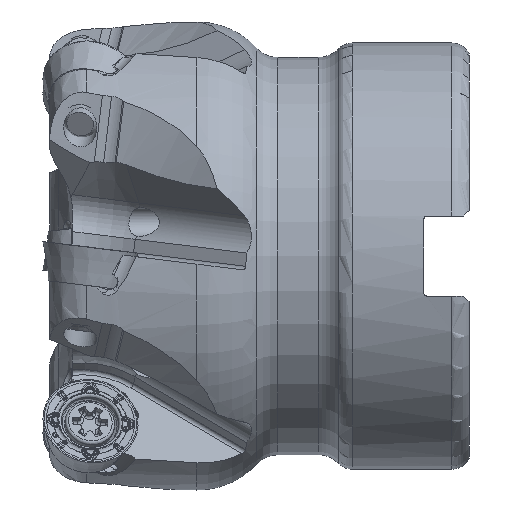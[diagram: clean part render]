
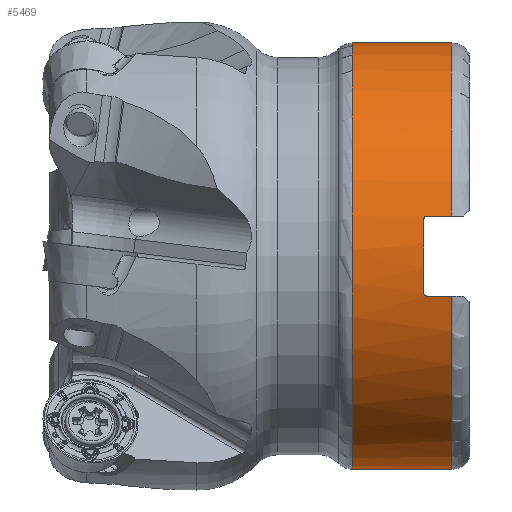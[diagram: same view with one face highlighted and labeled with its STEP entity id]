
A CAD part, front view. The second image highlights one B-rep face of the part: STEP entity #5469.
In plain terms, the highlighted cylindrical face has radius 22.225 mm (diameter 44.45 mm), a full revolution.
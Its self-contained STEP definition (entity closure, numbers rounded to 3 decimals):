
#886=CYLINDRICAL_SURFACE('',#51734,22.225);
#1251=LINE('',#69577,#1979);
#1252=LINE('',#69582,#1980);
#1253=LINE('',#69620,#1981);
#1254=LINE('',#69624,#1982);
#1979=VECTOR('',#56567,1.);
#1980=VECTOR('',#56570,1.);
#1981=VECTOR('',#56573,1.);
#1982=VECTOR('',#56576,1.);
#2919=FACE_BOUND('',#12683,.T.);
#2920=FACE_BOUND('',#12684,.T.);
#5469=ADVANCED_FACE('',(#2919,#2920),#886,.T.);
#12683=EDGE_LOOP('',(#20731));
#12684=EDGE_LOOP('',(#20732,#20733,#20734,#20735,#20736,#20737,#20738,#20739,
#20740,#20741,#20742,#20743));
#16553=B_SPLINE_CURVE_WITH_KNOTS('',3,(#69584,#69585,#69586,#69587,#69588,
#69589,#69590,#69591,#69592,#69593,#69594,#69595,#69596,#69597,#69598,#69599),
 .UNSPECIFIED.,.F.,.F.,(4,3,3,3,3,4),(0.,0.21,0.421,
0.633,0.849,1.),.UNSPECIFIED.);
#16554=B_SPLINE_CURVE_WITH_KNOTS('',3,(#69603,#69604,#69605,#69606,#69607,
#69608,#69609,#69610,#69611,#69612,#69613,#69614,#69615,#69616,#69617,#69618),
 .UNSPECIFIED.,.F.,.F.,(4,3,3,3,3,4),(0.,0.219,0.438,
0.656,0.871,1.),.UNSPECIFIED.);
#16555=B_SPLINE_CURVE_WITH_KNOTS('',3,(#69626,#69627,#69628,#69629,#69630,
#69631,#69632,#69633,#69634,#69635,#69636,#69637,#69638,#69639,#69640,#69641),
 .UNSPECIFIED.,.F.,.F.,(4,3,3,3,3,4),(0.,0.21,0.421,
0.633,0.849,1.),.UNSPECIFIED.);
#16556=B_SPLINE_CURVE_WITH_KNOTS('',3,(#69645,#69646,#69647,#69648,#69649,
#69650,#69651,#69652,#69653,#69654,#69655,#69656,#69657,#69658,#69659,#69660),
 .UNSPECIFIED.,.F.,.F.,(4,3,3,3,3,4),(0.,0.219,0.438,
0.656,0.871,1.),.UNSPECIFIED.);
#20731=ORIENTED_EDGE('',*,*,#41040,.T.);
#20732=ORIENTED_EDGE('',*,*,#41041,.F.);
#20733=ORIENTED_EDGE('',*,*,#41042,.T.);
#20734=ORIENTED_EDGE('',*,*,#41043,.F.);
#20735=ORIENTED_EDGE('',*,*,#41044,.T.);
#20736=ORIENTED_EDGE('',*,*,#41045,.F.);
#20737=ORIENTED_EDGE('',*,*,#41046,.T.);
#20738=ORIENTED_EDGE('',*,*,#41047,.F.);
#20739=ORIENTED_EDGE('',*,*,#41048,.T.);
#20740=ORIENTED_EDGE('',*,*,#41049,.F.);
#20741=ORIENTED_EDGE('',*,*,#41050,.T.);
#20742=ORIENTED_EDGE('',*,*,#41051,.F.);
#20743=ORIENTED_EDGE('',*,*,#41052,.T.);
#36349=VERTEX_POINT('',#69576);
#36350=VERTEX_POINT('',#69578);
#36351=VERTEX_POINT('',#69579);
#36352=VERTEX_POINT('',#69581);
#36353=VERTEX_POINT('',#69583);
#36354=VERTEX_POINT('',#69600);
#36355=VERTEX_POINT('',#69602);
#36356=VERTEX_POINT('',#69619);
#36357=VERTEX_POINT('',#69621);
#36358=VERTEX_POINT('',#69623);
#36359=VERTEX_POINT('',#69625);
#36360=VERTEX_POINT('',#69642);
#36361=VERTEX_POINT('',#69644);
#41040=EDGE_CURVE('',#36349,#36349,#48609,.T.);
#41041=EDGE_CURVE('',#36350,#36351,#1251,.T.);
#41042=EDGE_CURVE('',#36350,#36352,#48610,.T.);
#41043=EDGE_CURVE('',#36353,#36352,#1252,.T.);
#41044=EDGE_CURVE('',#36353,#36354,#16553,.T.);
#41045=EDGE_CURVE('',#36355,#36354,#48611,.T.);
#41046=EDGE_CURVE('',#36355,#36356,#16554,.T.);
#41047=EDGE_CURVE('',#36357,#36356,#1253,.T.);
#41048=EDGE_CURVE('',#36357,#36358,#48612,.T.);
#41049=EDGE_CURVE('',#36359,#36358,#1254,.T.);
#41050=EDGE_CURVE('',#36359,#36360,#16555,.T.);
#41051=EDGE_CURVE('',#36361,#36360,#48613,.T.);
#41052=EDGE_CURVE('',#36361,#36351,#16556,.T.);
#48609=CIRCLE('',#51729,22.225);
#48610=CIRCLE('',#51730,22.225);
#48611=CIRCLE('',#51731,22.225);
#48612=CIRCLE('',#51732,22.225);
#48613=CIRCLE('',#51733,22.225);
#51729=AXIS2_PLACEMENT_3D('',#69575,#56565,#56566);
#51730=AXIS2_PLACEMENT_3D('',#69580,#56568,#56569);
#51731=AXIS2_PLACEMENT_3D('',#69601,#56571,#56572);
#51732=AXIS2_PLACEMENT_3D('',#69622,#56574,#56575);
#51733=AXIS2_PLACEMENT_3D('',#69643,#56577,#56578);
#51734=AXIS2_PLACEMENT_3D('',#69661,#56579,#56580);
#56565=DIRECTION('',(1.,0.,0.));
#56566=DIRECTION('',(0.,0.,-1.));
#56567=DIRECTION('',(-1.,0.,0.));
#56568=DIRECTION('',(-1.,0.,0.));
#56569=DIRECTION('',(0.,0.,-1.));
#56570=DIRECTION('',(1.,0.,0.));
#56571=DIRECTION('',(1.,0.,0.));
#56572=DIRECTION('',(0.,0.,1.));
#56573=DIRECTION('',(-1.,0.,0.));
#56574=DIRECTION('',(-1.,0.,0.));
#56575=DIRECTION('',(0.,0.,-1.));
#56576=DIRECTION('',(1.,0.,0.));
#56577=DIRECTION('',(1.,0.,0.));
#56578=DIRECTION('',(0.,0.,1.));
#56579=DIRECTION('',(1.,0.,0.));
#56580=DIRECTION('',(0.,0.,1.));
#69575=CARTESIAN_POINT('',(32.278,0.,0.));
#69576=CARTESIAN_POINT('',(32.278,0.,-22.225));
#69577=CARTESIAN_POINT('',(40.,21.829,-4.175));
#69578=CARTESIAN_POINT('',(42.65,21.829,-4.175));
#69579=CARTESIAN_POINT('',(40.1,21.829,-4.175));
#69580=CARTESIAN_POINT('',(42.65,0.,0.));
#69581=CARTESIAN_POINT('',(42.65,-21.829,-4.175));
#69582=CARTESIAN_POINT('',(40.,-21.829,-4.175));
#69583=CARTESIAN_POINT('',(40.1,-21.829,-4.175));
#69584=CARTESIAN_POINT('',(40.1,-21.829,-4.175));
#69585=CARTESIAN_POINT('',(40.056,-21.829,-4.175));
#69586=CARTESIAN_POINT('',(40.011,-21.831,-4.167));
#69587=CARTESIAN_POINT('',(39.969,-21.834,-4.153));
#69588=CARTESIAN_POINT('',(39.928,-21.836,-4.139));
#69589=CARTESIAN_POINT('',(39.888,-21.84,-4.117));
#69590=CARTESIAN_POINT('',(39.853,-21.845,-4.09));
#69591=CARTESIAN_POINT('',(39.819,-21.851,-4.063));
#69592=CARTESIAN_POINT('',(39.788,-21.857,-4.029));
#69593=CARTESIAN_POINT('',(39.764,-21.864,-3.992));
#69594=CARTESIAN_POINT('',(39.74,-21.87,-3.955));
#69595=CARTESIAN_POINT('',(39.722,-21.878,-3.912));
#69596=CARTESIAN_POINT('',(39.711,-21.886,-3.869));
#69597=CARTESIAN_POINT('',(39.704,-21.891,-3.838));
#69598=CARTESIAN_POINT('',(39.7,-21.897,-3.807));
#69599=CARTESIAN_POINT('',(39.7,-21.902,-3.775));
#69600=CARTESIAN_POINT('',(39.7,-21.902,-3.775));
#69601=CARTESIAN_POINT('',(39.7,0.,0.));
#69602=CARTESIAN_POINT('',(39.7,-21.902,3.775));
#69603=CARTESIAN_POINT('',(39.7,-21.902,3.775));
#69604=CARTESIAN_POINT('',(39.7,-21.894,3.82));
#69605=CARTESIAN_POINT('',(39.708,-21.886,3.866));
#69606=CARTESIAN_POINT('',(39.723,-21.879,3.909));
#69607=CARTESIAN_POINT('',(39.738,-21.871,3.952));
#69608=CARTESIAN_POINT('',(39.761,-21.863,3.993));
#69609=CARTESIAN_POINT('',(39.79,-21.857,4.028));
#69610=CARTESIAN_POINT('',(39.819,-21.85,4.063));
#69611=CARTESIAN_POINT('',(39.854,-21.845,4.094));
#69612=CARTESIAN_POINT('',(39.893,-21.84,4.117));
#69613=CARTESIAN_POINT('',(39.931,-21.836,4.14));
#69614=CARTESIAN_POINT('',(39.974,-21.833,4.157));
#69615=CARTESIAN_POINT('',(40.019,-21.831,4.167));
#69616=CARTESIAN_POINT('',(40.045,-21.83,4.172));
#69617=CARTESIAN_POINT('',(40.073,-21.829,4.175));
#69618=CARTESIAN_POINT('',(40.1,-21.829,4.175));
#69619=CARTESIAN_POINT('',(40.1,-21.829,4.175));
#69620=CARTESIAN_POINT('',(40.,-21.829,4.175));
#69621=CARTESIAN_POINT('',(42.65,-21.829,4.175));
#69622=CARTESIAN_POINT('',(42.65,0.,0.));
#69623=CARTESIAN_POINT('',(42.65,21.829,4.175));
#69624=CARTESIAN_POINT('',(40.,21.829,4.175));
#69625=CARTESIAN_POINT('',(40.1,21.829,4.175));
#69626=CARTESIAN_POINT('',(40.1,21.829,4.175));
#69627=CARTESIAN_POINT('',(40.056,21.829,4.175));
#69628=CARTESIAN_POINT('',(40.011,21.831,4.167));
#69629=CARTESIAN_POINT('',(39.969,21.834,4.153));
#69630=CARTESIAN_POINT('',(39.928,21.836,4.139));
#69631=CARTESIAN_POINT('',(39.888,21.84,4.117));
#69632=CARTESIAN_POINT('',(39.853,21.845,4.09));
#69633=CARTESIAN_POINT('',(39.819,21.851,4.063));
#69634=CARTESIAN_POINT('',(39.788,21.857,4.029));
#69635=CARTESIAN_POINT('',(39.764,21.864,3.992));
#69636=CARTESIAN_POINT('',(39.74,21.87,3.955));
#69637=CARTESIAN_POINT('',(39.722,21.878,3.912));
#69638=CARTESIAN_POINT('',(39.711,21.886,3.869));
#69639=CARTESIAN_POINT('',(39.704,21.891,3.838));
#69640=CARTESIAN_POINT('',(39.7,21.897,3.807));
#69641=CARTESIAN_POINT('',(39.7,21.902,3.775));
#69642=CARTESIAN_POINT('',(39.7,21.902,3.775));
#69643=CARTESIAN_POINT('',(39.7,0.,0.));
#69644=CARTESIAN_POINT('',(39.7,21.902,-3.775));
#69645=CARTESIAN_POINT('',(39.7,21.902,-3.775));
#69646=CARTESIAN_POINT('',(39.7,21.894,-3.82));
#69647=CARTESIAN_POINT('',(39.708,21.886,-3.866));
#69648=CARTESIAN_POINT('',(39.723,21.879,-3.909));
#69649=CARTESIAN_POINT('',(39.738,21.871,-3.952));
#69650=CARTESIAN_POINT('',(39.761,21.863,-3.993));
#69651=CARTESIAN_POINT('',(39.79,21.857,-4.028));
#69652=CARTESIAN_POINT('',(39.819,21.85,-4.063));
#69653=CARTESIAN_POINT('',(39.854,21.845,-4.094));
#69654=CARTESIAN_POINT('',(39.893,21.84,-4.117));
#69655=CARTESIAN_POINT('',(39.931,21.836,-4.14));
#69656=CARTESIAN_POINT('',(39.974,21.833,-4.157));
#69657=CARTESIAN_POINT('',(40.019,21.831,-4.167));
#69658=CARTESIAN_POINT('',(40.045,21.83,-4.172));
#69659=CARTESIAN_POINT('',(40.073,21.829,-4.175));
#69660=CARTESIAN_POINT('',(40.1,21.829,-4.175));
#69661=CARTESIAN_POINT('',(40.,0.,0.));
